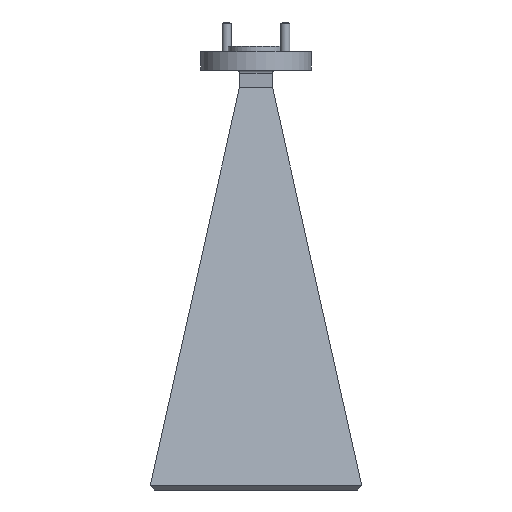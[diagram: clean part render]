
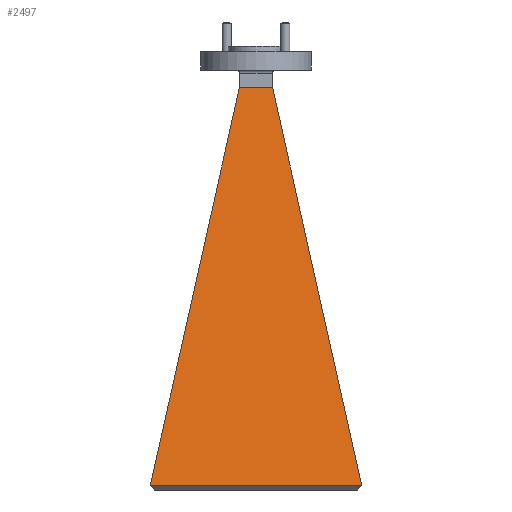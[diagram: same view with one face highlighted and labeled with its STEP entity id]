
A CAD part, front view. The second image highlights one B-rep face of the part: STEP entity #2497.
In plain terms, the highlighted planar face has unit normal (0, -0.983, 0.184).
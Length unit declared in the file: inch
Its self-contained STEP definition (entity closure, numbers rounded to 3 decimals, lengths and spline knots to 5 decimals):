
#91 = ORIENTED_EDGE ( 'NONE', *, *, #2202, .T. ) ;
#113 = VECTOR ( 'NONE', #1199, 39.37008 ) ;
#142 = EDGE_LOOP ( 'NONE', ( #1844, #2464, #2195, #91 ) ) ;
#211 = PLANE ( 'NONE',  #349 ) ;
#220 = CARTESIAN_POINT ( 'NONE',  ( -0.11224, -0.08137, -0.245 ) ) ;
#239 = DIRECTION ( 'NONE',  ( 0., -0.184, -0.983 ) ) ;
#340 = CARTESIAN_POINT ( 'NONE',  ( 0., -0.08137, -0.245 ) ) ;
#349 = AXIS2_PLACEMENT_3D ( 'NONE', #1034, #1977, #239 ) ;
#401 = VERTEX_POINT ( 'NONE', #2253 ) ;
#405 = CARTESIAN_POINT ( 'NONE',  ( 0.05332, -0.03203, 0.01796 ) ) ;
#428 = EDGE_CURVE ( 'NONE', #401, #1890, #2073, .T. ) ;
#607 = LINE ( 'NONE', #985, #113 ) ;
#629 = FACE_OUTER_BOUND ( 'NONE', #142, .T. ) ;
#906 = CARTESIAN_POINT ( 'NONE',  ( -0.05332, -0.03203, 0.01796 ) ) ;
#908 = VERTEX_POINT ( 'NONE', #2359 ) ;
#910 = CARTESIAN_POINT ( 'NONE',  ( 0.11224, -0.08137, -0.245 ) ) ;
#985 = CARTESIAN_POINT ( 'NONE',  ( 0., -0.58584, -2.93353 ) ) ;
#1034 = CARTESIAN_POINT ( 'NONE',  ( 0., -0.0342, 0.00642 ) ) ;
#1079 = EDGE_CURVE ( 'NONE', #401, #908, #607, .T. ) ;
#1125 = DIRECTION ( 'NONE',  ( -1., 0., 0. ) ) ;
#1199 = DIRECTION ( 'NONE',  ( 1., 0., 0. ) ) ;
#1427 = VECTOR ( 'NONE', #1662, 39.37008 ) ;
#1520 = VECTOR ( 'NONE', #1125, 39.37008 ) ;
#1560 = VECTOR ( 'NONE', #1755, 39.37008 ) ;
#1662 = DIRECTION ( 'NONE',  ( 0.215, 0.18, 0.96 ) ) ;
#1755 = DIRECTION ( 'NONE',  ( -0.215, 0.18, 0.96 ) ) ;
#1844 = ORIENTED_EDGE ( 'NONE', *, *, #428, .F. ) ;
#1890 = VERTEX_POINT ( 'NONE', #220 ) ;
#1977 = DIRECTION ( 'NONE',  ( 0., -0.983, 0.184 ) ) ;
#1995 = EDGE_CURVE ( 'NONE', #908, #2478, #2131, .T. ) ;
#2073 = LINE ( 'NONE', #906, #1427 ) ;
#2131 = LINE ( 'NONE', #405, #1560 ) ;
#2195 = ORIENTED_EDGE ( 'NONE', *, *, #1995, .T. ) ;
#2202 = EDGE_CURVE ( 'NONE', #2478, #1890, #2444, .T. ) ;
#2253 = CARTESIAN_POINT ( 'NONE',  ( -0.71464, -0.58584, -2.93353 ) ) ;
#2359 = CARTESIAN_POINT ( 'NONE',  ( 0.71464, -0.58584, -2.93353 ) ) ;
#2444 = LINE ( 'NONE', #340, #1520 ) ;
#2464 = ORIENTED_EDGE ( 'NONE', *, *, #1079, .T. ) ;
#2478 = VERTEX_POINT ( 'NONE', #910 ) ;
#2497 = ADVANCED_FACE ( 'NONE', ( #629 ), #211, .T. ) ;
